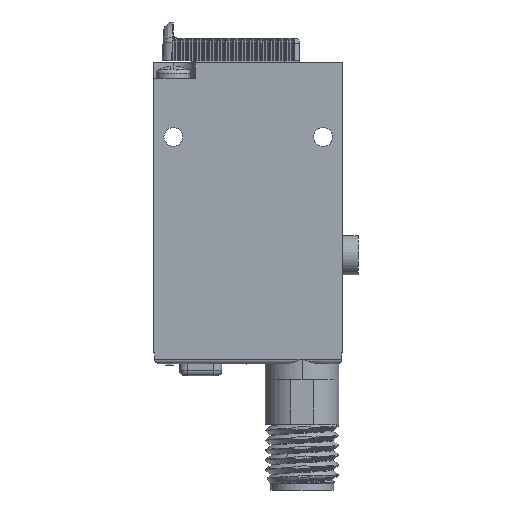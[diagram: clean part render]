
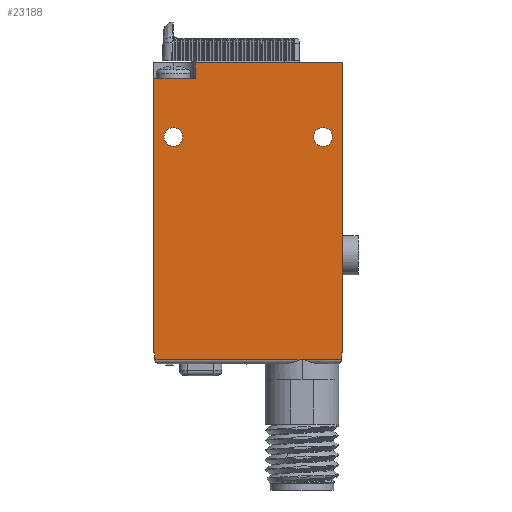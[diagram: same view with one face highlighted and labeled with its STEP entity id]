
A CAD part, left-side view. The second image highlights one B-rep face of the part: STEP entity #23188.
In plain terms, the highlighted planar face has unit normal (-1, 0, 0).
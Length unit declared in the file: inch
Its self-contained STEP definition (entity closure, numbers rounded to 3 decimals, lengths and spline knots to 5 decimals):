
#4657=DIRECTION('',(0.,1.,0.));
#4658=VECTOR('',#4657,0.941);
#4659=CARTESIAN_POINT('',(-0.236,0.002,0.2));
#4660=LINE('',#4659,#4658);
#4752=DIRECTION('',(0.,1.,0.));
#4753=VECTOR('',#4752,0.005);
#4754=CARTESIAN_POINT('',(-0.236,0.,-1.66));
#4755=LINE('',#4754,#4753);
#4756=DIRECTION('',(0.,0.,1.));
#4757=VECTOR('',#4756,0.04);
#4758=CARTESIAN_POINT('',(-0.236,1.205,-1.7));
#4759=LINE('',#4758,#4757);
#4760=DIRECTION('',(0.,1.,0.));
#4761=VECTOR('',#4760,0.005);
#4762=CARTESIAN_POINT('',(-0.236,1.205,-1.66));
#4763=LINE('',#4762,#4761);
#4764=DIRECTION('',(0.,-1.,0.));
#4765=VECTOR('',#4764,0.267);
#4766=CARTESIAN_POINT('',(-0.236,1.21,0.1));
#4767=LINE('',#4766,#4765);
#4768=DIRECTION('',(0.,0.,-1.));
#4769=VECTOR('',#4768,0.1);
#4770=CARTESIAN_POINT('',(-0.236,0.943,0.2));
#4771=LINE('',#4770,#4769);
#4772=DIRECTION('',(0.,0.,-1.));
#4773=VECTOR('',#4772,0.2);
#4774=CARTESIAN_POINT('',(-0.236,0.002,0.2));
#4775=LINE('',#4774,#4773);
#4776=DIRECTION('',(0.,-1.,0.));
#4777=VECTOR('',#4776,0.002);
#4778=CARTESIAN_POINT('',(-0.236,0.002,0.));
#4779=LINE('',#4778,#4777);
#4780=DIRECTION('',(0.,0.,-1.));
#4781=VECTOR('',#4780,1.66);
#4782=CARTESIAN_POINT('',(-0.236,0.,0.));
#4783=LINE('',#4782,#4781);
#4784=CARTESIAN_POINT('',(-0.236,1.085,-0.275));
#4785=DIRECTION('',(1.,0.,0.));
#4786=DIRECTION('',(0.,0.,-1.));
#4787=AXIS2_PLACEMENT_3D('',#4784,#4785,#4786);
#4789=CARTESIAN_POINT('',(-0.236,1.085,-0.275));
#4790=DIRECTION('',(1.,0.,0.));
#4791=DIRECTION('',(0.,0.,1.));
#4792=AXIS2_PLACEMENT_3D('',#4789,#4790,#4791);
#4794=CARTESIAN_POINT('',(-0.236,0.125,-0.275));
#4795=DIRECTION('',(1.,0.,0.));
#4796=DIRECTION('',(0.,0.,-1.));
#4797=AXIS2_PLACEMENT_3D('',#4794,#4795,#4796);
#4799=CARTESIAN_POINT('',(-0.236,0.125,-0.275));
#4800=DIRECTION('',(1.,0.,0.));
#4801=DIRECTION('',(0.,0.,1.));
#4802=AXIS2_PLACEMENT_3D('',#4799,#4800,#4801);
#4812=DIRECTION('',(0.,0.,1.));
#4813=VECTOR('',#4812,0.04);
#4814=CARTESIAN_POINT('',(-0.236,0.005,-1.7));
#4815=LINE('',#4814,#4813);
#5337=CARTESIAN_POINT('',(-0.236,0.26,-1.7));
#5373=DIRECTION('',(0.,1.,0.));
#5374=VECTOR('',#5373,0.945);
#5375=CARTESIAN_POINT('',(-0.236,0.26,-1.7));
#5376=LINE('',#5375,#5374);
#9466=DIRECTION('',(0.,1.,0.));
#9467=VECTOR('',#9466,0.255);
#9468=CARTESIAN_POINT('',(-0.236,0.005,-1.7));
#9469=LINE('',#9468,#9467);
#9603=DIRECTION('',(0.,0.,-1.));
#9604=VECTOR('',#9603,1.76);
#9605=CARTESIAN_POINT('',(-0.236,1.21,0.1));
#9606=LINE('',#9605,#9604);
#15277=CARTESIAN_POINT('',(-0.236,0.,0.));
#15278=CARTESIAN_POINT('',(-0.236,0.,-1.66));
#15279=VERTEX_POINT('',#15277);
#15280=VERTEX_POINT('',#15278);
#15285=CARTESIAN_POINT('',(-0.236,1.21,-1.66));
#15287=VERTEX_POINT('',#15285);
#15297=CARTESIAN_POINT('',(-0.236,1.085,-0.335));
#15298=CARTESIAN_POINT('',(-0.236,1.085,-0.215));
#15299=VERTEX_POINT('',#15297);
#15300=VERTEX_POINT('',#15298);
#15301=CARTESIAN_POINT('',(-0.236,0.125,-0.335));
#15302=CARTESIAN_POINT('',(-0.236,0.125,-0.215));
#15303=VERTEX_POINT('',#15301);
#15304=VERTEX_POINT('',#15302);
#15593=CARTESIAN_POINT('',(-0.236,0.943,0.2));
#15595=VERTEX_POINT('',#15593);
#15609=CARTESIAN_POINT('',(-0.236,0.943,0.1));
#15610=VERTEX_POINT('',#15609);
#15615=CARTESIAN_POINT('',(-0.236,0.002,0.2));
#15616=VERTEX_POINT('',#15615);
#15687=CARTESIAN_POINT('',(-0.236,1.21,0.1));
#15688=VERTEX_POINT('',#15687);
#15695=CARTESIAN_POINT('',(-0.236,0.002,0.));
#15697=VERTEX_POINT('',#15695);
#17427=CARTESIAN_POINT('',(-0.236,1.205,-1.7));
#17429=VERTEX_POINT('',#17427);
#17432=CARTESIAN_POINT('',(-0.236,0.005,-1.7));
#17434=VERTEX_POINT('',#17432);
#17449=VERTEX_POINT('',#5337);
#17753=CARTESIAN_POINT('',(-0.236,0.005,-1.66));
#17755=VERTEX_POINT('',#17753);
#17757=CARTESIAN_POINT('',(-0.236,1.205,-1.66));
#17759=VERTEX_POINT('',#17757);
#23146=CARTESIAN_POINT('',(-0.236,0.,0.));
#23147=DIRECTION('',(1.,0.,0.));
#23148=DIRECTION('',(0.,0.,-1.));
#23149=AXIS2_PLACEMENT_3D('',#23146,#23147,#23148);
#23150=PLANE('',#23149);
#23152=ORIENTED_EDGE('',*,*,#23151,.T.);
#23154=ORIENTED_EDGE('',*,*,#23153,.F.);
#23156=ORIENTED_EDGE('',*,*,#23155,.T.);
#23158=ORIENTED_EDGE('',*,*,#23157,.T.);
#23159=ORIENTED_EDGE('',*,*,#23138,.T.);
#23160=ORIENTED_EDGE('',*,*,#23127,.T.);
#23162=ORIENTED_EDGE('',*,*,#23161,.F.);
#23164=ORIENTED_EDGE('',*,*,#23163,.T.);
#23166=ORIENTED_EDGE('',*,*,#23165,.F.);
#23167=ORIENTED_EDGE('',*,*,#23028,.F.);
#23169=ORIENTED_EDGE('',*,*,#23168,.T.);
#23171=ORIENTED_EDGE('',*,*,#23170,.T.);
#23173=ORIENTED_EDGE('',*,*,#23172,.T.);
#23174=EDGE_LOOP('',(#23152,#23154,#23156,#23158,#23159,#23160,#23162,#23164,
#23166,#23167,#23169,#23171,#23173));
#23175=FACE_OUTER_BOUND('',#23174,.F.);
#23177=ORIENTED_EDGE('',*,*,#23176,.F.);
#23179=ORIENTED_EDGE('',*,*,#23178,.F.);
#23180=EDGE_LOOP('',(#23177,#23179));
#23181=FACE_BOUND('',#23180,.F.);
#23183=ORIENTED_EDGE('',*,*,#23182,.F.);
#23185=ORIENTED_EDGE('',*,*,#23184,.F.);
#23186=EDGE_LOOP('',(#23183,#23185));
#23187=FACE_BOUND('',#23186,.F.);
#23188=ADVANCED_FACE('',(#23175,#23181,#23187),#23150,.F.);
#4788=CIRCLE('',#4787,0.06);
#4793=CIRCLE('',#4792,0.06);
#4798=CIRCLE('',#4797,0.06);
#4803=CIRCLE('',#4802,0.06);
#23028=EDGE_CURVE('',#15616,#15595,#4660,.T.);
#23127=EDGE_CURVE('',#17759,#15287,#4763,.T.);
#23138=EDGE_CURVE('',#17429,#17759,#4759,.T.);
#23151=EDGE_CURVE('',#15280,#17755,#4755,.T.);
#23153=EDGE_CURVE('',#17434,#17755,#4815,.T.);
#23155=EDGE_CURVE('',#17434,#17449,#9469,.T.);
#23157=EDGE_CURVE('',#17449,#17429,#5376,.T.);
#23161=EDGE_CURVE('',#15688,#15287,#9606,.T.);
#23163=EDGE_CURVE('',#15688,#15610,#4767,.T.);
#23165=EDGE_CURVE('',#15595,#15610,#4771,.T.);
#23168=EDGE_CURVE('',#15616,#15697,#4775,.T.);
#23170=EDGE_CURVE('',#15697,#15279,#4779,.T.);
#23172=EDGE_CURVE('',#15279,#15280,#4783,.T.);
#23176=EDGE_CURVE('',#15299,#15300,#4788,.T.);
#23178=EDGE_CURVE('',#15300,#15299,#4793,.T.);
#23182=EDGE_CURVE('',#15303,#15304,#4798,.T.);
#23184=EDGE_CURVE('',#15304,#15303,#4803,.T.);
